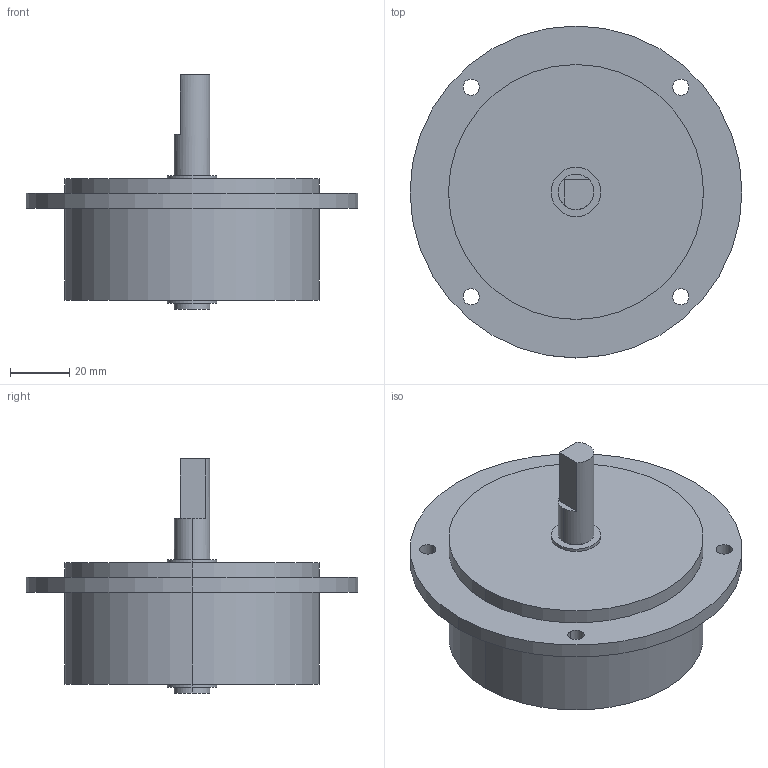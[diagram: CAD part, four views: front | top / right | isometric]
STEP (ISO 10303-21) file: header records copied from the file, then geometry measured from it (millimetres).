
FILE_DESCRIPTION (( 'STEP AP203' ), '1' );
FILE_NAME ('OPB 40N_25230800.STEP', '2016-03-04T00:18:54', ( ' ' ), ( '' ), 'SwSTEP 2.0', 'SolidWorks 2009', '' );
FILE_SCHEMA (( 'CONFIG_CONTROL_DESIGN' ));
Length unit declared in the file: millimetre
Products named in the file (1): OPB 40N_25230800
Bounding box: 112 x 112 x 79 mm (x, y, z)
Volume: 261914.4 mm3; surface area: 32792.2 mm2
Topology: 1 solids, 1 shells, 39 faces, 87 edges, 58 vertices
Faces by surface type: cylinder 26, plane 13
Entity records: 1208 total; most frequent: DIRECTION 221, CARTESIAN_POINT 185, ORIENTED_EDGE 174, AXIS2_PLACEMENT_3D 94, EDGE_CURVE 87, VERTEX_POINT 58, EDGE_LOOP 55, CIRCLE 54
